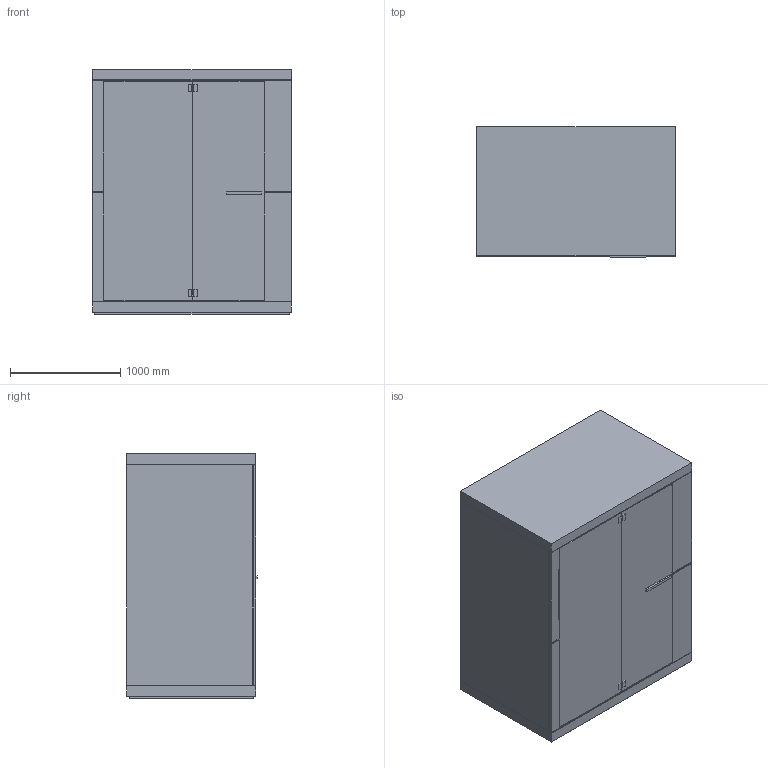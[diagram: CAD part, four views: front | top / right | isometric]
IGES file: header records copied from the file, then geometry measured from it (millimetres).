
Global section: file name: No Iges File Name specified; native system: Autodesk Inventor 2011; preprocessor: AutoDesk Inventor Iges Exporter R2011; author: Administrator; date: 20141202.191448; units: millimetre
Bounding box: 1800 x 1181.37 x 2220.06 mm (x, y, z)
Volume: 1549073057.2 mm3; surface area: 45765682.1 mm2
Topology: 78 solids, 78 shells, 639 faces, 1383 edges, 910 vertices
Faces by surface type: plane 561, revolution 77, cylinder 1
